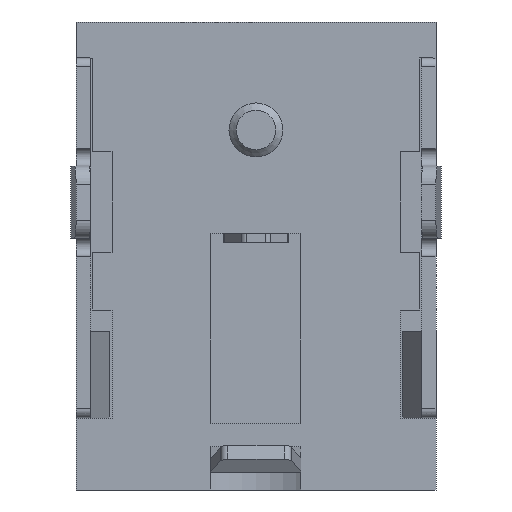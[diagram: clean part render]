
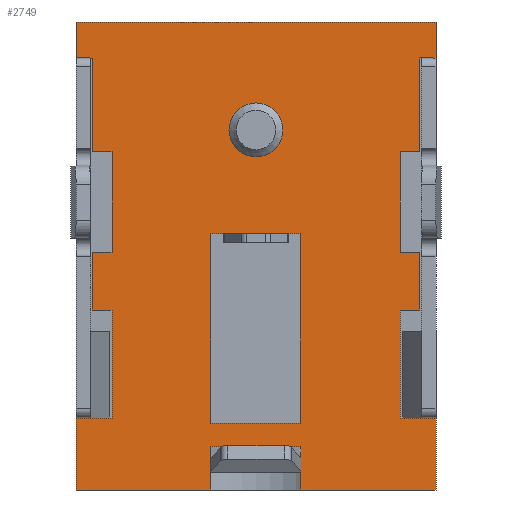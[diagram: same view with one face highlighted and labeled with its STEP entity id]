
A CAD part, front view. The second image highlights one B-rep face of the part: STEP entity #2749.
In plain terms, the highlighted planar face has unit normal (0, -1, 0).
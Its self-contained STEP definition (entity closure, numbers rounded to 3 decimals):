
#17=PLANE('',#2936);
#142=FACE_BOUND('',#943,.T.);
#143=FACE_BOUND('',#944,.T.);
#164=LINE('',#4046,#470);
#165=LINE('',#4048,#471);
#166=LINE('',#4050,#472);
#167=LINE('',#4052,#473);
#168=LINE('',#4054,#474);
#169=LINE('',#4056,#475);
#170=LINE('',#4058,#476);
#171=LINE('',#4060,#477);
#172=LINE('',#4062,#478);
#173=LINE('',#4064,#479);
#174=LINE('',#4066,#480);
#175=LINE('',#4068,#481);
#176=LINE('',#4070,#482);
#177=LINE('',#4072,#483);
#178=LINE('',#4074,#484);
#179=LINE('',#4076,#485);
#180=LINE('',#4078,#486);
#181=LINE('',#4080,#487);
#182=LINE('',#4082,#488);
#183=LINE('',#4084,#489);
#184=LINE('',#4086,#490);
#185=LINE('',#4088,#491);
#186=LINE('',#4090,#492);
#187=LINE('',#4092,#493);
#188=LINE('',#4094,#494);
#189=LINE('',#4096,#495);
#190=LINE('',#4098,#496);
#191=LINE('',#4099,#497);
#192=LINE('',#4102,#498);
#193=LINE('',#4104,#499);
#194=LINE('',#4106,#500);
#195=LINE('',#4107,#501);
#470=VECTOR('',#3196,1000.);
#471=VECTOR('',#3197,1000.);
#472=VECTOR('',#3198,1000.);
#473=VECTOR('',#3199,1000.);
#474=VECTOR('',#3200,1000.);
#475=VECTOR('',#3201,1000.);
#476=VECTOR('',#3202,1000.);
#477=VECTOR('',#3203,1000.);
#478=VECTOR('',#3204,1000.);
#479=VECTOR('',#3205,1000.);
#480=VECTOR('',#3206,1000.);
#481=VECTOR('',#3207,1000.);
#482=VECTOR('',#3208,1000.);
#483=VECTOR('',#3209,1000.);
#484=VECTOR('',#3210,1000.);
#485=VECTOR('',#3211,1000.);
#486=VECTOR('',#3212,1000.);
#487=VECTOR('',#3213,1000.);
#488=VECTOR('',#3214,1000.);
#489=VECTOR('',#3215,1000.);
#490=VECTOR('',#3216,1000.);
#491=VECTOR('',#3217,1000.);
#492=VECTOR('',#3218,1000.);
#493=VECTOR('',#3219,1000.);
#494=VECTOR('',#3220,1000.);
#495=VECTOR('',#3221,1000.);
#496=VECTOR('',#3222,1000.);
#497=VECTOR('',#3223,1000.);
#498=VECTOR('',#3224,1000.);
#499=VECTOR('',#3225,1000.);
#500=VECTOR('',#3226,1000.);
#501=VECTOR('',#3227,1000.);
#784=FACE_OUTER_BOUND('',#942,.T.);
#942=EDGE_LOOP('',(#1853,#1854,#1855,#1856,#1857,#1858,#1859,#1860,#1861,
#1862,#1863,#1864,#1865,#1866,#1867,#1868,#1869,#1870,#1871,#1872,#1873,
#1874,#1875,#1876,#1877,#1878,#1879,#1880));
#943=EDGE_LOOP('',(#1881,#1882,#1883,#1884));
#944=EDGE_LOOP('',(#1885));
#1101=CIRCLE('',#2924,0.75);
#1191=VERTEX_POINT('',#4028);
#1194=VERTEX_POINT('',#4044);
#1195=VERTEX_POINT('',#4045);
#1196=VERTEX_POINT('',#4047);
#1197=VERTEX_POINT('',#4049);
#1198=VERTEX_POINT('',#4051);
#1199=VERTEX_POINT('',#4053);
#1200=VERTEX_POINT('',#4055);
#1201=VERTEX_POINT('',#4057);
#1202=VERTEX_POINT('',#4059);
#1203=VERTEX_POINT('',#4061);
#1204=VERTEX_POINT('',#4063);
#1205=VERTEX_POINT('',#4065);
#1206=VERTEX_POINT('',#4067);
#1207=VERTEX_POINT('',#4069);
#1208=VERTEX_POINT('',#4071);
#1209=VERTEX_POINT('',#4073);
#1210=VERTEX_POINT('',#4075);
#1211=VERTEX_POINT('',#4077);
#1212=VERTEX_POINT('',#4079);
#1213=VERTEX_POINT('',#4081);
#1214=VERTEX_POINT('',#4083);
#1215=VERTEX_POINT('',#4085);
#1216=VERTEX_POINT('',#4087);
#1217=VERTEX_POINT('',#4089);
#1218=VERTEX_POINT('',#4091);
#1219=VERTEX_POINT('',#4093);
#1220=VERTEX_POINT('',#4095);
#1221=VERTEX_POINT('',#4097);
#1222=VERTEX_POINT('',#4100);
#1223=VERTEX_POINT('',#4101);
#1224=VERTEX_POINT('',#4103);
#1225=VERTEX_POINT('',#4105);
#1453=EDGE_CURVE('',#1191,#1191,#1101,.T.);
#1460=EDGE_CURVE('',#1194,#1195,#164,.T.);
#1461=EDGE_CURVE('',#1196,#1194,#165,.T.);
#1462=EDGE_CURVE('',#1196,#1197,#166,.T.);
#1463=EDGE_CURVE('',#1197,#1198,#167,.T.);
#1464=EDGE_CURVE('',#1198,#1199,#168,.T.);
#1465=EDGE_CURVE('',#1200,#1199,#169,.T.);
#1466=EDGE_CURVE('',#1201,#1200,#170,.T.);
#1467=EDGE_CURVE('',#1202,#1201,#171,.T.);
#1468=EDGE_CURVE('',#1203,#1202,#172,.T.);
#1469=EDGE_CURVE('',#1204,#1203,#173,.T.);
#1470=EDGE_CURVE('',#1205,#1204,#174,.T.);
#1471=EDGE_CURVE('',#1206,#1205,#175,.T.);
#1472=EDGE_CURVE('',#1207,#1206,#176,.T.);
#1473=EDGE_CURVE('',#1208,#1207,#177,.T.);
#1474=EDGE_CURVE('',#1208,#1209,#178,.T.);
#1475=EDGE_CURVE('',#1210,#1209,#179,.T.);
#1476=EDGE_CURVE('',#1211,#1210,#180,.T.);
#1477=EDGE_CURVE('',#1212,#1211,#181,.T.);
#1478=EDGE_CURVE('',#1213,#1212,#182,.T.);
#1479=EDGE_CURVE('',#1214,#1213,#183,.T.);
#1480=EDGE_CURVE('',#1215,#1214,#184,.T.);
#1481=EDGE_CURVE('',#1216,#1215,#185,.T.);
#1482=EDGE_CURVE('',#1217,#1216,#186,.T.);
#1483=EDGE_CURVE('',#1218,#1217,#187,.T.);
#1484=EDGE_CURVE('',#1219,#1218,#188,.T.);
#1485=EDGE_CURVE('',#1220,#1219,#189,.T.);
#1486=EDGE_CURVE('',#1221,#1220,#190,.T.);
#1487=EDGE_CURVE('',#1221,#1195,#191,.T.);
#1488=EDGE_CURVE('',#1222,#1223,#192,.T.);
#1489=EDGE_CURVE('',#1224,#1222,#193,.T.);
#1490=EDGE_CURVE('',#1225,#1224,#194,.T.);
#1491=EDGE_CURVE('',#1223,#1225,#195,.T.);
#1853=ORIENTED_EDGE('',*,*,#1460,.F.);
#1854=ORIENTED_EDGE('',*,*,#1461,.F.);
#1855=ORIENTED_EDGE('',*,*,#1462,.T.);
#1856=ORIENTED_EDGE('',*,*,#1463,.T.);
#1857=ORIENTED_EDGE('',*,*,#1464,.T.);
#1858=ORIENTED_EDGE('',*,*,#1465,.F.);
#1859=ORIENTED_EDGE('',*,*,#1466,.F.);
#1860=ORIENTED_EDGE('',*,*,#1467,.F.);
#1861=ORIENTED_EDGE('',*,*,#1468,.F.);
#1862=ORIENTED_EDGE('',*,*,#1469,.F.);
#1863=ORIENTED_EDGE('',*,*,#1470,.F.);
#1864=ORIENTED_EDGE('',*,*,#1471,.F.);
#1865=ORIENTED_EDGE('',*,*,#1472,.F.);
#1866=ORIENTED_EDGE('',*,*,#1473,.F.);
#1867=ORIENTED_EDGE('',*,*,#1474,.T.);
#1868=ORIENTED_EDGE('',*,*,#1475,.F.);
#1869=ORIENTED_EDGE('',*,*,#1476,.F.);
#1870=ORIENTED_EDGE('',*,*,#1477,.F.);
#1871=ORIENTED_EDGE('',*,*,#1478,.F.);
#1872=ORIENTED_EDGE('',*,*,#1479,.F.);
#1873=ORIENTED_EDGE('',*,*,#1480,.F.);
#1874=ORIENTED_EDGE('',*,*,#1481,.F.);
#1875=ORIENTED_EDGE('',*,*,#1482,.F.);
#1876=ORIENTED_EDGE('',*,*,#1483,.F.);
#1877=ORIENTED_EDGE('',*,*,#1484,.F.);
#1878=ORIENTED_EDGE('',*,*,#1485,.F.);
#1879=ORIENTED_EDGE('',*,*,#1486,.F.);
#1880=ORIENTED_EDGE('',*,*,#1487,.T.);
#1881=ORIENTED_EDGE('',*,*,#1488,.F.);
#1882=ORIENTED_EDGE('',*,*,#1489,.F.);
#1883=ORIENTED_EDGE('',*,*,#1490,.F.);
#1884=ORIENTED_EDGE('',*,*,#1491,.F.);
#1885=ORIENTED_EDGE('',*,*,#1453,.F.);
#2749=ADVANCED_FACE('',(#784,#142,#143),#17,.T.);
#2924=AXIS2_PLACEMENT_3D('',#4029,#3170,#3171);
#2936=AXIS2_PLACEMENT_3D('',#4043,#3194,#3195);
#3170=DIRECTION('center_axis',(0.,-1.,0.));
#3171=DIRECTION('ref_axis',(1.,0.,0.));
#3194=DIRECTION('center_axis',(0.,-1.,0.));
#3195=DIRECTION('ref_axis',(1.,0.,0.));
#3196=DIRECTION('',(0.,0.,-1.));
#3197=DIRECTION('',(-1.,0.,0.));
#3198=DIRECTION('',(0.,0.,-1.));
#3199=DIRECTION('',(1.,0.,0.));
#3200=DIRECTION('',(0.,0.,1.));
#3201=DIRECTION('',(1.,0.,0.));
#3202=DIRECTION('',(0.,0.,-1.));
#3203=DIRECTION('',(-1.,0.,0.));
#3204=DIRECTION('',(0.,0.,-1.));
#3205=DIRECTION('',(1.,0.,0.));
#3206=DIRECTION('',(0.,0.,-1.));
#3207=DIRECTION('',(-1.,0.,0.));
#3208=DIRECTION('',(0.,0.,-1.));
#3209=DIRECTION('',(-1.,0.,0.));
#3210=DIRECTION('',(0.,0.,1.));
#3211=DIRECTION('',(1.,0.,0.));
#3212=DIRECTION('',(0.,0.,1.));
#3213=DIRECTION('',(-1.,0.,0.));
#3214=DIRECTION('',(0.,0.,1.));
#3215=DIRECTION('',(-1.,0.,0.));
#3216=DIRECTION('',(0.,0.,1.));
#3217=DIRECTION('',(1.,0.,0.));
#3218=DIRECTION('',(0.,0.,1.));
#3219=DIRECTION('',(-1.,0.,0.));
#3220=DIRECTION('',(0.,0.,1.));
#3221=DIRECTION('',(1.,0.,0.));
#3222=DIRECTION('',(0.,0.,1.));
#3223=DIRECTION('',(1.,0.,0.));
#3224=DIRECTION('',(0.,0.,-1.));
#3225=DIRECTION('',(-1.,0.,0.));
#3226=DIRECTION('',(0.,0.,1.));
#3227=DIRECTION('',(1.,0.,0.));
#4028=CARTESIAN_POINT('',(-0.75,-5.,-3.));
#4029=CARTESIAN_POINT('Origin',(0.,-5.,-3.));
#4043=CARTESIAN_POINT('Origin',(-5.,-5.,-13.));
#4044=CARTESIAN_POINT('',(-1.25,-5.,-11.8));
#4045=CARTESIAN_POINT('',(-1.25,-5.,-13.));
#4046=CARTESIAN_POINT('',(-1.25,-5.,-11.8));
#4047=CARTESIAN_POINT('',(1.25,-5.,-11.8));
#4048=CARTESIAN_POINT('',(1.25,-5.,-11.8));
#4049=CARTESIAN_POINT('',(1.25,-5.,-13.));
#4050=CARTESIAN_POINT('',(1.25,-5.,-11.8));
#4051=CARTESIAN_POINT('',(5.,-5.,-13.));
#4052=CARTESIAN_POINT('',(-5.,-5.,-13.));
#4053=CARTESIAN_POINT('',(5.,-5.,-11.));
#4054=CARTESIAN_POINT('',(5.,-5.,-13.));
#4055=CARTESIAN_POINT('',(4.,-5.,-11.));
#4056=CARTESIAN_POINT('',(4.,-5.,-11.));
#4057=CARTESIAN_POINT('',(4.,-5.,-8.));
#4058=CARTESIAN_POINT('',(4.,-5.,-8.));
#4059=CARTESIAN_POINT('',(4.55,-5.,-8.));
#4060=CARTESIAN_POINT('',(4.55,-5.,-8.));
#4061=CARTESIAN_POINT('',(4.55,-5.,-6.4));
#4062=CARTESIAN_POINT('',(4.55,-5.,-6.4));
#4063=CARTESIAN_POINT('',(4.,-5.,-6.4));
#4064=CARTESIAN_POINT('',(4.,-5.,-6.4));
#4065=CARTESIAN_POINT('',(4.,-5.,-3.6));
#4066=CARTESIAN_POINT('',(4.,-5.,-3.6));
#4067=CARTESIAN_POINT('',(4.55,-5.,-3.6));
#4068=CARTESIAN_POINT('',(4.55,-5.,-3.6));
#4069=CARTESIAN_POINT('',(4.55,-5.,-1.));
#4070=CARTESIAN_POINT('',(4.55,-5.,-1.));
#4071=CARTESIAN_POINT('',(5.,-5.,-1.));
#4072=CARTESIAN_POINT('',(5.,-5.,-1.));
#4073=CARTESIAN_POINT('',(5.,-5.,0.));
#4074=CARTESIAN_POINT('',(5.,-5.,-13.));
#4075=CARTESIAN_POINT('',(-5.,-5.,0.));
#4076=CARTESIAN_POINT('',(-5.,-5.,0.));
#4077=CARTESIAN_POINT('',(-5.,-5.,-1.));
#4078=CARTESIAN_POINT('',(-5.,-5.,-13.));
#4079=CARTESIAN_POINT('',(-4.55,-5.,-1.));
#4080=CARTESIAN_POINT('',(-5.,-5.,-1.));
#4081=CARTESIAN_POINT('',(-4.55,-5.,-3.6));
#4082=CARTESIAN_POINT('',(-4.55,-5.,-1.));
#4083=CARTESIAN_POINT('',(-4.,-5.,-3.6));
#4084=CARTESIAN_POINT('',(-4.55,-5.,-3.6));
#4085=CARTESIAN_POINT('',(-4.,-5.,-6.4));
#4086=CARTESIAN_POINT('',(-4.,-5.,-3.6));
#4087=CARTESIAN_POINT('',(-4.55,-5.,-6.4));
#4088=CARTESIAN_POINT('',(-4.,-5.,-6.4));
#4089=CARTESIAN_POINT('',(-4.55,-5.,-8.));
#4090=CARTESIAN_POINT('',(-4.55,-5.,-6.4));
#4091=CARTESIAN_POINT('',(-4.,-5.,-8.));
#4092=CARTESIAN_POINT('',(-4.55,-5.,-8.));
#4093=CARTESIAN_POINT('',(-4.,-5.,-11.));
#4094=CARTESIAN_POINT('',(-4.,-5.,-8.));
#4095=CARTESIAN_POINT('',(-5.,-5.,-11.));
#4096=CARTESIAN_POINT('',(-4.,-5.,-11.));
#4097=CARTESIAN_POINT('',(-5.,-5.,-13.));
#4098=CARTESIAN_POINT('',(-5.,-5.,-13.));
#4099=CARTESIAN_POINT('',(-5.,-5.,-13.));
#4100=CARTESIAN_POINT('',(-1.25,-5.,-5.875));
#4101=CARTESIAN_POINT('',(-1.25,-5.,-11.15));
#4102=CARTESIAN_POINT('',(-1.25,-5.,-11.15));
#4103=CARTESIAN_POINT('',(1.25,-5.,-5.875));
#4104=CARTESIAN_POINT('',(-1.25,-5.,-5.875));
#4105=CARTESIAN_POINT('',(1.25,-5.,-11.15));
#4106=CARTESIAN_POINT('',(1.25,-5.,-11.15));
#4107=CARTESIAN_POINT('',(-1.25,-5.,-11.15));
